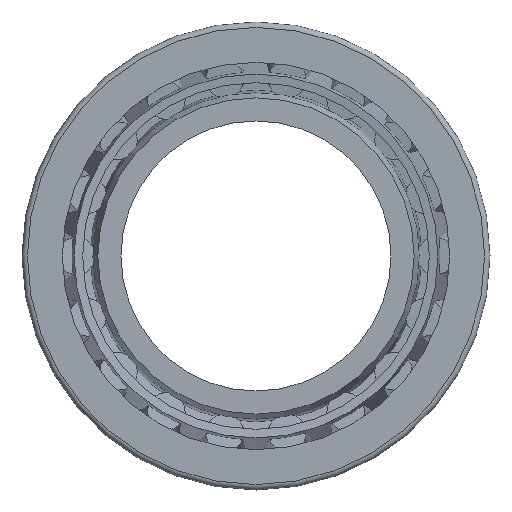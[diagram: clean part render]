
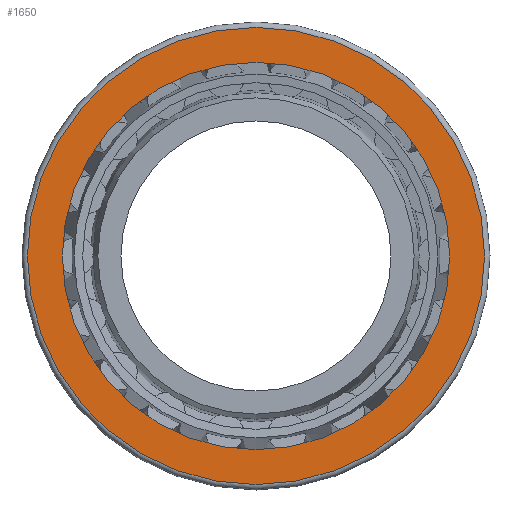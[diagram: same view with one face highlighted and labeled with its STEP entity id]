
A CAD part, left-side view. The second image highlights one B-rep face of the part: STEP entity #1650.
In plain terms, the highlighted planar face has unit normal (-1, 0, 0).
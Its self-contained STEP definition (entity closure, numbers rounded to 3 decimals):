
#188=PLANE('',#1826);
#282=ORIENTED_EDGE('',*,*,#744,.T.);
#283=ORIENTED_EDGE('',*,*,#745,.F.);
#744=EDGE_CURVE('',#980,#980,#1144,.T.);
#745=EDGE_CURVE('',#981,#981,#1145,.T.);
#980=VERTEX_POINT('',#2726);
#981=VERTEX_POINT('',#2728);
#1144=CIRCLE('',#1827,53.801);
#1145=CIRCLE('',#1828,63.5);
#1246=EDGE_LOOP('',(#282));
#1247=EDGE_LOOP('',(#283));
#1430=FACE_BOUND('',#1246,.T.);
#1431=FACE_BOUND('',#1247,.T.);
#1650=ADVANCED_FACE('',(#1430,#1431),#188,.T.);
#1826=AXIS2_PLACEMENT_3D('',#2724,#2144,#2145);
#1827=AXIS2_PLACEMENT_3D('',#2725,#2146,#2147);
#1828=AXIS2_PLACEMENT_3D('',#2727,#2148,#2149);
#2144=DIRECTION('',(-1.,0.,0.));
#2145=DIRECTION('',(0.,0.,1.));
#2146=DIRECTION('',(1.,0.,0.));
#2147=DIRECTION('',(0.,0.,-1.));
#2148=DIRECTION('',(1.,0.,0.));
#2149=DIRECTION('',(0.,0.,-1.));
#2724=CARTESIAN_POINT('',(0.,63.5,0.));
#2725=CARTESIAN_POINT('',(0.,0.,0.));
#2726=CARTESIAN_POINT('',(0.,0.,-53.801));
#2727=CARTESIAN_POINT('',(0.,0.,0.));
#2728=CARTESIAN_POINT('',(0.,0.,-63.5));
